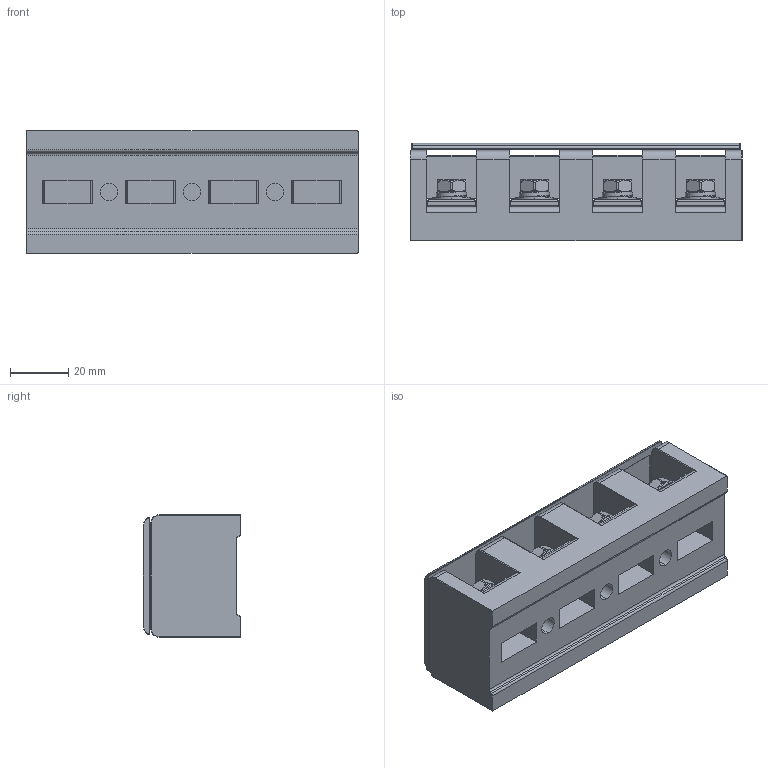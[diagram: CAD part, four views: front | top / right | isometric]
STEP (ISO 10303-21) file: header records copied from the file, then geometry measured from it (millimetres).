
FILE_DESCRIPTION((''),'2;1');
FILE_NAME('PRT0001','2024-04-03T',('Administrator'),(''),'PRO/ENGINEER BY PARAMETRIC TECHNOLOGY CORPORATION, 2013230','PRO/ENGINEER BY PARAMETRIC TECHNOLOGY CORPORATION, 2013230','');
FILE_SCHEMA(('CONFIG_CONTROL_DESIGN'));
Products named in the file (1): PRT0001
Bounding box: 114 x 33.5 x 42 mm (x, y, z)
Volume: 98066.4 mm3; surface area: 48696.7 mm2
Topology: 10 solids, 20 shells, 1955 faces, 5394 edges, 3532 vertices
Faces by surface type: plane 1327, cylinder 344, torus 156, cone 64, bspline 48, sphere 16
Entity records: 83491 total; most frequent: CARTESIAN_POINT 21083, ORIENTED_EDGE 10724, DIRECTION 9254, EDGE_CURVE 5362, VECTOR 3764, LINE 3764, VERTEX_POINT 3532, AXIS2_PLACEMENT_3D 2745
